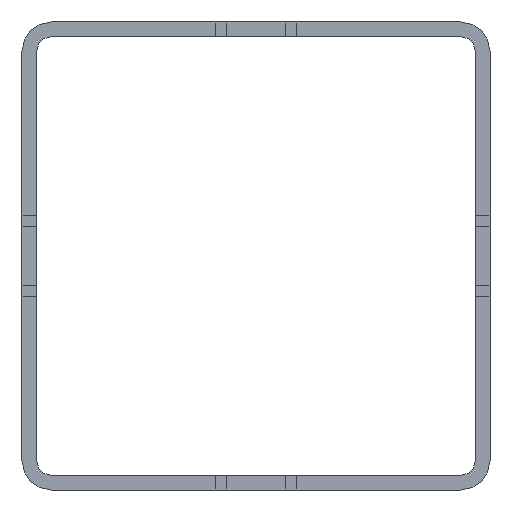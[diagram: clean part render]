
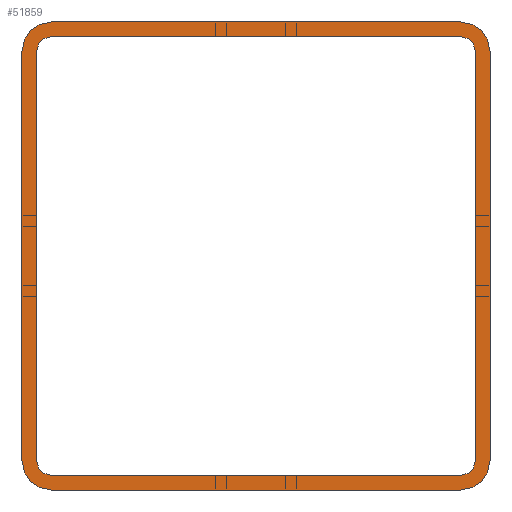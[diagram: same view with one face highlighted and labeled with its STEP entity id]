
A CAD part, front view. The second image highlights one B-rep face of the part: STEP entity #51859.
In plain terms, the highlighted planar face has unit normal (0, -1, 0).
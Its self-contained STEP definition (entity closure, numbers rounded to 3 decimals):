
#160 = CARTESIAN_POINT ( 'NONE',  ( 2155.233, -3081.392, -40. ) ) ;
#820 = DIRECTION ( 'NONE',  ( -1., 0., 0. ) ) ;
#828 = CIRCLE ( 'NONE', #53257, 2.5 ) ;
#2066 = EDGE_CURVE ( 'NONE', #51589, #52381, #21444, .T. ) ;
#2327 = VERTEX_POINT ( 'NONE', #14101 ) ;
#2375 = AXIS2_PLACEMENT_3D ( 'NONE', #59436, #21099, #27448 ) ;
#2570 = AXIS2_PLACEMENT_3D ( 'NONE', #49380, #3897, #28782 ) ;
#3064 = ORIENTED_EDGE ( 'NONE', *, *, #16098, .F. ) ;
#3897 = DIRECTION ( 'NONE',  ( 0., -1., 0. ) ) ;
#3898 = DIRECTION ( 'NONE',  ( 0., -1., 0. ) ) ;
#4883 = EDGE_LOOP ( 'NONE', ( #63234, #20351, #3064, #43923, #33042, #77027, #31826, #20132 ) ) ;
#5897 = DIRECTION ( 'NONE',  ( 0., -1., 0. ) ) ;
#6301 = ORIENTED_EDGE ( 'NONE', *, *, #25308, .T. ) ;
#7128 = VERTEX_POINT ( 'NONE', #81298 ) ;
#8913 = VERTEX_POINT ( 'NONE', #45386 ) ;
#9028 = VECTOR ( 'NONE', #48590, 1000. ) ;
#9068 = EDGE_LOOP ( 'NONE', ( #75059, #26410, #81238, #63911, #10626, #6301, #35787, #61205 ) ) ;
#9582 = CARTESIAN_POINT ( 'NONE',  ( 2225.233, -3081.392, -40. ) ) ;
#10160 = CARTESIAN_POINT ( 'NONE',  ( 2152.733, -3081.392, 35. ) ) ;
#10188 = CARTESIAN_POINT ( 'NONE',  ( 2225.233, -3081.392, -35. ) ) ;
#10308 = CARTESIAN_POINT ( 'NONE',  ( 2155.233, -3081.392, -37.5 ) ) ;
#10626 = ORIENTED_EDGE ( 'NONE', *, *, #38548, .T. ) ;
#11038 = DIRECTION ( 'NONE',  ( 1., 0., 0. ) ) ;
#11925 = AXIS2_PLACEMENT_3D ( 'NONE', #21318, #5897, #13030 ) ;
#12350 = VECTOR ( 'NONE', #75625, 1000. ) ;
#12787 = LINE ( 'NONE', #160, #55858 ) ;
#13030 = DIRECTION ( 'NONE',  ( 1., 0., 0. ) ) ;
#13444 = CARTESIAN_POINT ( 'NONE',  ( 2225.233, -3081.392, 37.5 ) ) ;
#14101 = CARTESIAN_POINT ( 'NONE',  ( 2225.233, -3081.392, -37.5 ) ) ;
#14753 = CARTESIAN_POINT ( 'NONE',  ( 2152.733, -3081.392, 35. ) ) ;
#16098 = EDGE_CURVE ( 'NONE', #2327, #71615, #41901, .T. ) ;
#16145 = CARTESIAN_POINT ( 'NONE',  ( 2227.733, -3081.392, -35. ) ) ;
#19034 = FACE_BOUND ( 'NONE', #4883, .T. ) ;
#19324 = DIRECTION ( 'NONE',  ( 1., 0., 0. ) ) ;
#19526 = DIRECTION ( 'NONE',  ( 1., 0., 0. ) ) ;
#20132 = ORIENTED_EDGE ( 'NONE', *, *, #74886, .F. ) ;
#20255 = VERTEX_POINT ( 'NONE', #27762 ) ;
#20351 = ORIENTED_EDGE ( 'NONE', *, *, #34308, .F. ) ;
#21025 = AXIS2_PLACEMENT_3D ( 'NONE', #61601, #3898, #11038 ) ;
#21099 = DIRECTION ( 'NONE',  ( 0., -1., 0. ) ) ;
#21318 = CARTESIAN_POINT ( 'NONE',  ( 2225.233, -3081.392, 35. ) ) ;
#21444 = CIRCLE ( 'NONE', #36236, 5. ) ;
#21582 = VECTOR ( 'NONE', #45322, 1000. ) ;
#22779 = CIRCLE ( 'NONE', #2570, 2.5 ) ;
#22896 = LINE ( 'NONE', #16145, #9028 ) ;
#23686 = DIRECTION ( 'NONE',  ( 0., -1., 0. ) ) ;
#24372 = VERTEX_POINT ( 'NONE', #57740 ) ;
#25308 = EDGE_CURVE ( 'NONE', #54988, #51589, #32686, .T. ) ;
#26410 = ORIENTED_EDGE ( 'NONE', *, *, #34483, .T. ) ;
#27448 = DIRECTION ( 'NONE',  ( 0., 0., -1. ) ) ;
#27762 = CARTESIAN_POINT ( 'NONE',  ( 2225.233, -3081.392, 37.5 ) ) ;
#28156 = CARTESIAN_POINT ( 'NONE',  ( 2225.233, -3081.392, 40. ) ) ;
#28782 = DIRECTION ( 'NONE',  ( 1., 0., 0. ) ) ;
#29493 = VECTOR ( 'NONE', #30142, 1000. ) ;
#30142 = DIRECTION ( 'NONE',  ( -1., 0., 0. ) ) ;
#31826 = ORIENTED_EDGE ( 'NONE', *, *, #44469, .F. ) ;
#31918 = EDGE_CURVE ( 'NONE', #79045, #50751, #74843, .T. ) ;
#32686 = LINE ( 'NONE', #46565, #21582 ) ;
#33042 = ORIENTED_EDGE ( 'NONE', *, *, #78676, .F. ) ;
#34233 = CIRCLE ( 'NONE', #82638, 5. ) ;
#34308 = EDGE_CURVE ( 'NONE', #71615, #42520, #22896, .T. ) ;
#34483 = EDGE_CURVE ( 'NONE', #8913, #79045, #83092, .T. ) ;
#34764 = CARTESIAN_POINT ( 'NONE',  ( 2150.233, -3081.392, -35. ) ) ;
#35275 = CARTESIAN_POINT ( 'NONE',  ( 2155.233, -3081.392, -35. ) ) ;
#35787 = ORIENTED_EDGE ( 'NONE', *, *, #2066, .T. ) ;
#35898 = VERTEX_POINT ( 'NONE', #82715 ) ;
#35901 = DIRECTION ( 'NONE',  ( -1., 0., 0. ) ) ;
#36095 = DIRECTION ( 'NONE',  ( 0., -1., 0. ) ) ;
#36108 = EDGE_CURVE ( 'NONE', #57701, #7128, #36709, .T. ) ;
#36236 = AXIS2_PLACEMENT_3D ( 'NONE', #41983, #67669, #47059 ) ;
#36709 = LINE ( 'NONE', #10160, #79821 ) ;
#38134 = CARTESIAN_POINT ( 'NONE',  ( 2225.233, -3081.392, 40. ) ) ;
#38401 = CARTESIAN_POINT ( 'NONE',  ( 2155.233, -3081.392, -40. ) ) ;
#38548 = EDGE_CURVE ( 'NONE', #52546, #54988, #34233, .T. ) ;
#38698 = DIRECTION ( 'NONE',  ( 0., -1., 0. ) ) ;
#39707 = EDGE_CURVE ( 'NONE', #50751, #52546, #12787, .T. ) ;
#41157 = AXIS2_PLACEMENT_3D ( 'NONE', #57652, #38698, #19324 ) ;
#41901 = CIRCLE ( 'NONE', #59400, 2.5 ) ;
#41983 = CARTESIAN_POINT ( 'NONE',  ( 2225.233, -3081.392, 35. ) ) ;
#42520 = VERTEX_POINT ( 'NONE', #75934 ) ;
#43025 = DIRECTION ( 'NONE',  ( 0., 0., -1. ) ) ;
#43923 = ORIENTED_EDGE ( 'NONE', *, *, #45354, .F. ) ;
#44469 = EDGE_CURVE ( 'NONE', #60297, #57701, #22779, .T. ) ;
#45322 = DIRECTION ( 'NONE',  ( 0., 0., 1. ) ) ;
#45354 = EDGE_CURVE ( 'NONE', #35898, #2327, #75202, .T. ) ;
#45386 = CARTESIAN_POINT ( 'NONE',  ( 2150.233, -3081.392, 35. ) ) ;
#46565 = CARTESIAN_POINT ( 'NONE',  ( 2230.233, -3081.392, -35. ) ) ;
#47059 = DIRECTION ( 'NONE',  ( 1., 0., 0. ) ) ;
#48033 = PLANE ( 'NONE',  #2375 ) ;
#48590 = DIRECTION ( 'NONE',  ( 0., 0., 1. ) ) ;
#49380 = CARTESIAN_POINT ( 'NONE',  ( 2155.233, -3081.392, 35. ) ) ;
#50751 = VERTEX_POINT ( 'NONE', #38401 ) ;
#51280 = CARTESIAN_POINT ( 'NONE',  ( 2155.233, -3081.392, 37.5 ) ) ;
#51589 = VERTEX_POINT ( 'NONE', #75279 ) ;
#51859 = ADVANCED_FACE ( 'NONE', ( #76759, #19034 ), #48033, .T. ) ;
#52206 = LINE ( 'NONE', #13444, #55677 ) ;
#52381 = VERTEX_POINT ( 'NONE', #28156 ) ;
#52546 = VERTEX_POINT ( 'NONE', #9582 ) ;
#53257 = AXIS2_PLACEMENT_3D ( 'NONE', #35275, #36095, #54645 ) ;
#53581 = CARTESIAN_POINT ( 'NONE',  ( 2230.233, -3081.392, -35. ) ) ;
#54274 = DIRECTION ( 'NONE',  ( 0., -1., 0. ) ) ;
#54645 = DIRECTION ( 'NONE',  ( 1., 0., 0. ) ) ;
#54988 = VERTEX_POINT ( 'NONE', #53581 ) ;
#55677 = VECTOR ( 'NONE', #820, 1000. ) ;
#55858 = VECTOR ( 'NONE', #19526, 1000. ) ;
#56712 = EDGE_CURVE ( 'NONE', #24372, #8913, #69415, .T. ) ;
#57495 = LINE ( 'NONE', #38134, #29493 ) ;
#57652 = CARTESIAN_POINT ( 'NONE',  ( 2155.233, -3081.392, 35. ) ) ;
#57701 = VERTEX_POINT ( 'NONE', #14753 ) ;
#57740 = CARTESIAN_POINT ( 'NONE',  ( 2155.233, -3081.392, 40. ) ) ;
#57823 = DIRECTION ( 'NONE',  ( 0., 0., -1. ) ) ;
#58839 = VECTOR ( 'NONE', #57823, 1000. ) ;
#59400 = AXIS2_PLACEMENT_3D ( 'NONE', #72843, #54274, #60173 ) ;
#59436 = CARTESIAN_POINT ( 'NONE',  ( 2155.233, -3081.392, 35. ) ) ;
#60173 = DIRECTION ( 'NONE',  ( -1., 0., 0. ) ) ;
#60297 = VERTEX_POINT ( 'NONE', #51280 ) ;
#61205 = ORIENTED_EDGE ( 'NONE', *, *, #81618, .T. ) ;
#61601 = CARTESIAN_POINT ( 'NONE',  ( 2155.233, -3081.392, -35. ) ) ;
#63234 = ORIENTED_EDGE ( 'NONE', *, *, #81351, .F. ) ;
#63911 = ORIENTED_EDGE ( 'NONE', *, *, #39707, .T. ) ;
#67669 = DIRECTION ( 'NONE',  ( 0., -1., 0. ) ) ;
#67857 = CARTESIAN_POINT ( 'NONE',  ( 2227.733, -3081.392, -35. ) ) ;
#69415 = CIRCLE ( 'NONE', #41157, 5. ) ;
#69784 = CIRCLE ( 'NONE', #11925, 2.5 ) ;
#71615 = VERTEX_POINT ( 'NONE', #67857 ) ;
#72843 = CARTESIAN_POINT ( 'NONE',  ( 2225.233, -3081.392, -35. ) ) ;
#74843 = CIRCLE ( 'NONE', #21025, 5. ) ;
#74886 = EDGE_CURVE ( 'NONE', #20255, #60297, #52206, .T. ) ;
#75059 = ORIENTED_EDGE ( 'NONE', *, *, #56712, .T. ) ;
#75202 = LINE ( 'NONE', #10308, #12350 ) ;
#75279 = CARTESIAN_POINT ( 'NONE',  ( 2230.233, -3081.392, 35. ) ) ;
#75625 = DIRECTION ( 'NONE',  ( 1., 0., 0. ) ) ;
#75934 = CARTESIAN_POINT ( 'NONE',  ( 2227.733, -3081.392, 35. ) ) ;
#76759 = FACE_OUTER_BOUND ( 'NONE', #9068, .T. ) ;
#77027 = ORIENTED_EDGE ( 'NONE', *, *, #36108, .F. ) ;
#78676 = EDGE_CURVE ( 'NONE', #7128, #35898, #828, .T. ) ;
#79045 = VERTEX_POINT ( 'NONE', #34764 ) ;
#79821 = VECTOR ( 'NONE', #43025, 1000. ) ;
#81238 = ORIENTED_EDGE ( 'NONE', *, *, #31918, .T. ) ;
#81298 = CARTESIAN_POINT ( 'NONE',  ( 2152.733, -3081.392, -35. ) ) ;
#81351 = EDGE_CURVE ( 'NONE', #42520, #20255, #69784, .T. ) ;
#81618 = EDGE_CURVE ( 'NONE', #52381, #24372, #57495, .T. ) ;
#82638 = AXIS2_PLACEMENT_3D ( 'NONE', #10188, #23686, #35901 ) ;
#82686 = CARTESIAN_POINT ( 'NONE',  ( 2150.233, -3081.392, 35. ) ) ;
#82715 = CARTESIAN_POINT ( 'NONE',  ( 2155.233, -3081.392, -37.5 ) ) ;
#83092 = LINE ( 'NONE', #82686, #58839 ) ;
